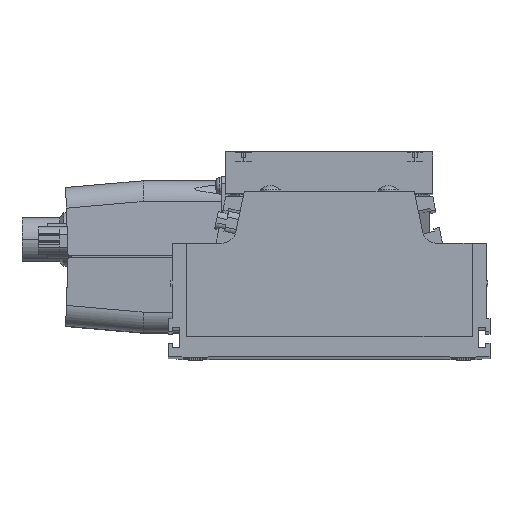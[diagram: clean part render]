
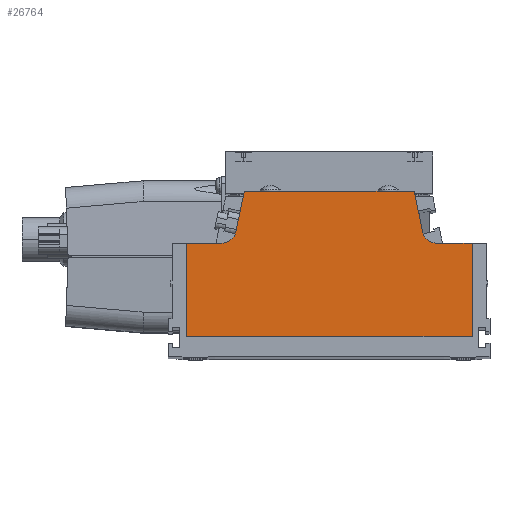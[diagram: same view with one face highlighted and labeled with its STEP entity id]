
A CAD part, top view. The second image highlights one B-rep face of the part: STEP entity #26764.
In plain terms, the highlighted planar face has unit normal (0, 0, 1).
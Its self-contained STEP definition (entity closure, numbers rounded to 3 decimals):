
#278 = DIRECTION ( 'NONE',  ( 0., 0., -1. ) ) ;
#1052 = ORIENTED_EDGE ( 'NONE', *, *, #3870, .F. ) ;
#2611 = LINE ( 'NONE', #24416, #26434 ) ;
#2840 = VECTOR ( 'NONE', #24015, 1000. ) ;
#2986 = CARTESIAN_POINT ( 'NONE',  ( 23.784, 17.45, 472.5 ) ) ;
#3759 = DIRECTION ( 'NONE',  ( 0., 0., -1. ) ) ;
#3870 = EDGE_CURVE ( 'NONE', #14315, #5265, #8400, .T. ) ;
#4552 = LINE ( 'NONE', #13155, #18514 ) ;
#4778 = EDGE_CURVE ( 'NONE', #26278, #5265, #18119, .T. ) ;
#5225 = VECTOR ( 'NONE', #22769, 1000. ) ;
#5265 = VERTEX_POINT ( 'NONE', #19632 ) ;
#5754 = VERTEX_POINT ( 'NONE', #27717 ) ;
#6077 = CARTESIAN_POINT ( 'NONE',  ( -26.797, 3., 472.5 ) ) ;
#6213 = LINE ( 'NONE', #19135, #22463 ) ;
#6419 = PLANE ( 'NONE',  #17128 ) ;
#6461 = DIRECTION ( 'NONE',  ( -1., 0., 0. ) ) ;
#7000 = LINE ( 'NONE', #7150, #5225 ) ;
#7150 = CARTESIAN_POINT ( 'NONE',  ( -40., 3., 472.5 ) ) ;
#7555 = ORIENTED_EDGE ( 'NONE', *, *, #8953, .F. ) ;
#8400 = LINE ( 'NONE', #17154, #20423 ) ;
#8505 = DIRECTION ( 'NONE',  ( 1., 0., 0. ) ) ;
#8893 = VERTEX_POINT ( 'NONE', #14679 ) ;
#8953 = EDGE_CURVE ( 'NONE', #20044, #14315, #6213, .T. ) ;
#9061 = DIRECTION ( 'NONE',  ( 0., -1., 0. ) ) ;
#10210 = CARTESIAN_POINT ( 'NONE',  ( 30.049, 7., 472.5 ) ) ;
#10595 = ORIENTED_EDGE ( 'NONE', *, *, #26711, .T. ) ;
#11107 = LINE ( 'NONE', #15850, #14236 ) ;
#12233 = EDGE_CURVE ( 'NONE', #8893, #20044, #21852, .T. ) ;
#12672 = EDGE_CURVE ( 'NONE', #8893, #28272, #21642, .T. ) ;
#12870 = FACE_OUTER_BOUND ( 'NONE', #18151, .T. ) ;
#13042 = ORIENTED_EDGE ( 'NONE', *, *, #12672, .T. ) ;
#13155 = CARTESIAN_POINT ( 'NONE',  ( -40., 3., 472.5 ) ) ;
#13376 = CARTESIAN_POINT ( 'NONE',  ( -40., -23.13, 472.5 ) ) ;
#13408 = CARTESIAN_POINT ( 'NONE',  ( -30.049, 3., 472.5 ) ) ;
#14236 = VECTOR ( 'NONE', #26460, 1000. ) ;
#14315 = VERTEX_POINT ( 'NONE', #2986 ) ;
#14437 = EDGE_CURVE ( 'NONE', #15868, #19897, #11107, .T. ) ;
#14679 = CARTESIAN_POINT ( 'NONE',  ( -26.133, 6.184, 472.5 ) ) ;
#14931 = DIRECTION ( 'NONE',  ( 0., 0., -1. ) ) ;
#15045 = ORIENTED_EDGE ( 'NONE', *, *, #24017, .T. ) ;
#15440 = VERTEX_POINT ( 'NONE', #18217 ) ;
#15850 = CARTESIAN_POINT ( 'NONE',  ( -40., -23.13, 472.5 ) ) ;
#15868 = VERTEX_POINT ( 'NONE', #22910 ) ;
#16945 = CARTESIAN_POINT ( 'NONE',  ( -30.049, 7., 472.5 ) ) ;
#17071 = CARTESIAN_POINT ( 'NONE',  ( 30.049, 3., 472.5 ) ) ;
#17084 = DIRECTION ( 'NONE',  ( -1., 0., 0. ) ) ;
#17128 = AXIS2_PLACEMENT_3D ( 'NONE', #19906, #278, #28370 ) ;
#17154 = CARTESIAN_POINT ( 'NONE',  ( 23.784, 17.45, 472.5 ) ) ;
#17989 = AXIS2_PLACEMENT_3D ( 'NONE', #16945, #3759, #17084 ) ;
#18119 = CIRCLE ( 'NONE', #28206, 4. ) ;
#18151 = EDGE_LOOP ( 'NONE', ( #18599, #10595, #18557, #1052, #7555, #28368, #13042, #23544, #15045, #21155 ) ) ;
#18217 = CARTESIAN_POINT ( 'NONE',  ( 40., 3., 472.5 ) ) ;
#18514 = VECTOR ( 'NONE', #21913, 1000. ) ;
#18557 = ORIENTED_EDGE ( 'NONE', *, *, #4778, .T. ) ;
#18599 = ORIENTED_EDGE ( 'NONE', *, *, #21386, .F. ) ;
#19135 = CARTESIAN_POINT ( 'NONE',  ( -23.784, 17.45, 472.5 ) ) ;
#19392 = VECTOR ( 'NONE', #22416, 1000. ) ;
#19632 = CARTESIAN_POINT ( 'NONE',  ( 26.133, 6.184, 472.5 ) ) ;
#19897 = VERTEX_POINT ( 'NONE', #13376 ) ;
#19906 = CARTESIAN_POINT ( 'NONE',  ( -40., 84.488, 472.5 ) ) ;
#20044 = VERTEX_POINT ( 'NONE', #26123 ) ;
#20263 = LINE ( 'NONE', #22281, #19392 ) ;
#20423 = VECTOR ( 'NONE', #25905, 1000. ) ;
#21155 = ORIENTED_EDGE ( 'NONE', *, *, #14437, .F. ) ;
#21386 = EDGE_CURVE ( 'NONE', #15440, #15868, #20263, .T. ) ;
#21642 = CIRCLE ( 'NONE', #17989, 4. ) ;
#21852 = LINE ( 'NONE', #6077, #2840 ) ;
#21913 = DIRECTION ( 'NONE',  ( -1., 0., 0. ) ) ;
#22281 = CARTESIAN_POINT ( 'NONE',  ( 40., 84.488, 472.5 ) ) ;
#22416 = DIRECTION ( 'NONE',  ( 0., -1., 0. ) ) ;
#22463 = VECTOR ( 'NONE', #8505, 1000. ) ;
#22769 = DIRECTION ( 'NONE',  ( -1., 0., 0. ) ) ;
#22910 = CARTESIAN_POINT ( 'NONE',  ( 40., -23.13, 472.5 ) ) ;
#23544 = ORIENTED_EDGE ( 'NONE', *, *, #28090, .T. ) ;
#24015 = DIRECTION ( 'NONE',  ( 0.204, 0.979, 0. ) ) ;
#24017 = EDGE_CURVE ( 'NONE', #5754, #19897, #2611, .T. ) ;
#24416 = CARTESIAN_POINT ( 'NONE',  ( -40., 84.488, 472.5 ) ) ;
#25905 = DIRECTION ( 'NONE',  ( 0.204, -0.979, 0. ) ) ;
#26123 = CARTESIAN_POINT ( 'NONE',  ( -23.784, 17.45, 472.5 ) ) ;
#26278 = VERTEX_POINT ( 'NONE', #17071 ) ;
#26434 = VECTOR ( 'NONE', #9061, 1000. ) ;
#26460 = DIRECTION ( 'NONE',  ( -1., 0., 0. ) ) ;
#26711 = EDGE_CURVE ( 'NONE', #15440, #26278, #4552, .T. ) ;
#26764 = ADVANCED_FACE ( 'NONE', ( #12870 ), #6419, .F. ) ;
#27717 = CARTESIAN_POINT ( 'NONE',  ( -40., 3., 472.5 ) ) ;
#28090 = EDGE_CURVE ( 'NONE', #28272, #5754, #7000, .T. ) ;
#28206 = AXIS2_PLACEMENT_3D ( 'NONE', #10210, #14931, #6461 ) ;
#28272 = VERTEX_POINT ( 'NONE', #13408 ) ;
#28368 = ORIENTED_EDGE ( 'NONE', *, *, #12233, .F. ) ;
#28370 = DIRECTION ( 'NONE',  ( -1., 0., 0. ) ) ;
